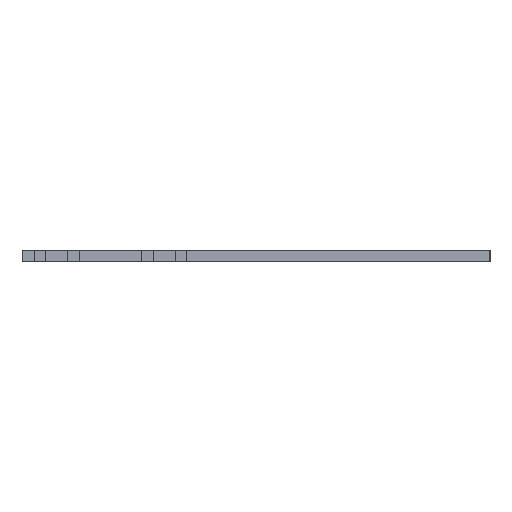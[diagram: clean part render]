
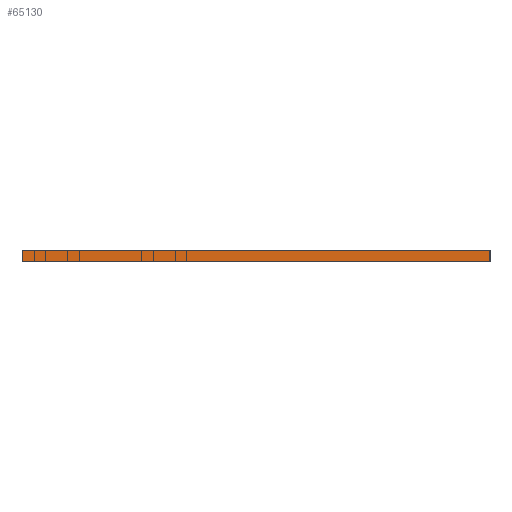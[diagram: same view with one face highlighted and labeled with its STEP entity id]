
A CAD part, left-side view. The second image highlights one B-rep face of the part: STEP entity #65130.
In plain terms, the highlighted planar face has unit normal (-1, 0, 0).
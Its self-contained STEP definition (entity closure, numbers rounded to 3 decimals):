
#34=CARTESIAN_POINT('',(0.75,-0.55,3.));
#35=VERTEX_POINT('',#34);
#42=CARTESIAN_POINT('',(0.75,-0.55,0.));
#43=VERTEX_POINT('',#42);
#44=CARTESIAN_POINT('',(0.75,-0.55,3.));
#45=DIRECTION('',(0.,0.,-1.));
#46=VECTOR('',#45,3.);
#47=LINE('',#44,#46);
#48=EDGE_CURVE('',#35,#43,#47,.T.);
#16060=CARTESIAN_POINT('',(0.75,123.75,3.));
#16061=VERTEX_POINT('',#16060);
#16070=CARTESIAN_POINT('',(0.75,-0.55,3.));
#16071=DIRECTION('',(0.,1.,0.));
#16072=VECTOR('',#16071,124.3);
#16073=LINE('',#16070,#16072);
#16074=EDGE_CURVE('',#35,#16061,#16073,.T.);
#32079=CARTESIAN_POINT('',(0.75,123.75,0.));
#32080=VERTEX_POINT('',#32079);
#32081=CARTESIAN_POINT('',(0.75,-0.55,0.));
#32082=DIRECTION('',(0.,1.,0.));
#32083=VECTOR('',#32082,124.3);
#32084=LINE('',#32081,#32083);
#32085=EDGE_CURVE('',#43,#32080,#32084,.T.);
#65107=CARTESIAN_POINT('',(0.75,123.75,3.));
#65108=DIRECTION('',(0.,0.,-1.));
#65109=VECTOR('',#65108,3.);
#65110=LINE('',#65107,#65109);
#65111=EDGE_CURVE('',#16061,#32080,#65110,.T.);
#65119=CARTESIAN_POINT('',(0.75,61.6,3.));
#65120=DIRECTION('',(-1.,0.,0.));
#65121=DIRECTION('',(0.,0.,1.));
#65122=AXIS2_PLACEMENT_3D('',#65119,#65120,#65121);
#65123=PLANE('',#65122);
#65124=ORIENTED_EDGE('',*,*,#16074,.T.);
#65125=ORIENTED_EDGE('',*,*,#65111,.T.);
#65126=ORIENTED_EDGE('',*,*,#32085,.F.);
#65127=ORIENTED_EDGE('',*,*,#48,.F.);
#65128=EDGE_LOOP('',(#65124,#65125,#65126,#65127));
#65129=FACE_BOUND('',#65128,.T.);
#65130=ADVANCED_FACE('',(#65129),#65123,.T.);
